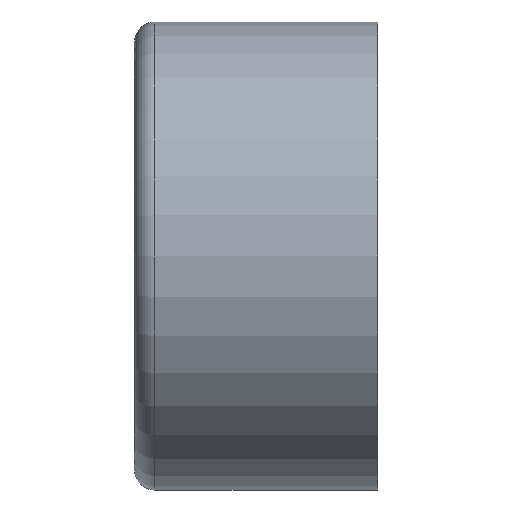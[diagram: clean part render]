
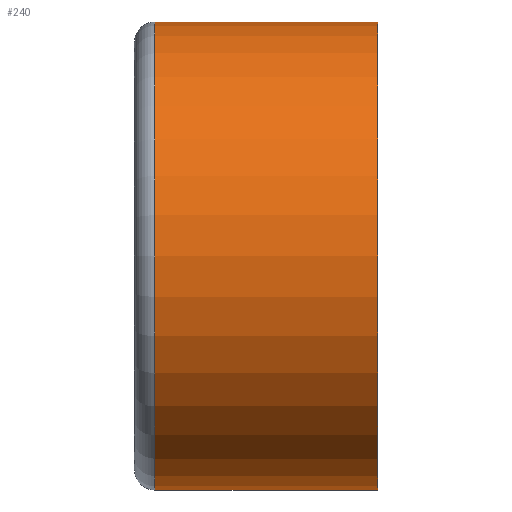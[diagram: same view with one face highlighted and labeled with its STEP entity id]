
A CAD part, left-side view. The second image highlights one B-rep face of the part: STEP entity #240.
In plain terms, the highlighted cylindrical face has radius 14.668 mm (diameter 29.337 mm), a partial arc.
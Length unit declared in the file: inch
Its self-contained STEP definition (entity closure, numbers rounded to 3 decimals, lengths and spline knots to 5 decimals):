
#1 = CARTESIAN_POINT ( 'NONE',  ( 0., 0.6, 0.5775 ) ) ;
#42 = ORIENTED_EDGE ( 'NONE', *, *, #429, .T. ) ;
#44 = VERTEX_POINT ( 'NONE', #374 ) ;
#48 = VERTEX_POINT ( 'NONE', #261 ) ;
#50 = CARTESIAN_POINT ( 'NONE',  ( 0., 0.55, 0. ) ) ;
#68 = DIRECTION ( 'NONE',  ( 0., -1., 0. ) ) ;
#72 = FACE_OUTER_BOUND ( 'NONE', #378, .T. ) ;
#90 = ORIENTED_EDGE ( 'NONE', *, *, #296, .T. ) ;
#102 = DIRECTION ( 'NONE',  ( 0., 0., 1. ) ) ;
#126 = AXIS2_PLACEMENT_3D ( 'NONE', #50, #308, #459 ) ;
#172 = CARTESIAN_POINT ( 'NONE',  ( 0., 0.6, 0. ) ) ;
#173 = CARTESIAN_POINT ( 'NONE',  ( 0., 0.6, -0.5775 ) ) ;
#175 = VECTOR ( 'NONE', #252, 39.37008 ) ;
#194 = VECTOR ( 'NONE', #68, 39.37008 ) ;
#195 = CARTESIAN_POINT ( 'NONE',  ( 0., 0., -0.5775 ) ) ;
#240 = ADVANCED_FACE ( 'NONE', ( #72 ), #334, .T. ) ;
#252 = DIRECTION ( 'NONE',  ( 0., -1., 0. ) ) ;
#259 = LINE ( 'NONE', #173, #194 ) ;
#261 = CARTESIAN_POINT ( 'NONE',  ( 0., 0., 0.5775 ) ) ;
#293 = DIRECTION ( 'NONE',  ( 0., 0., -1. ) ) ;
#296 = EDGE_CURVE ( 'NONE', #312, #453, #259, .T. ) ;
#305 = EDGE_CURVE ( 'NONE', #453, #48, #430, .T. ) ;
#308 = DIRECTION ( 'NONE',  ( 0., -1., 0. ) ) ;
#312 = VERTEX_POINT ( 'NONE', #328 ) ;
#324 = AXIS2_PLACEMENT_3D ( 'NONE', #332, #403, #102 ) ;
#328 = CARTESIAN_POINT ( 'NONE',  ( 0., 0.55, -0.5775 ) ) ;
#331 = EDGE_CURVE ( 'NONE', #44, #48, #444, .T. ) ;
#332 = CARTESIAN_POINT ( 'NONE',  ( 0., 0., 0. ) ) ;
#334 = CYLINDRICAL_SURFACE ( 'NONE', #396, 0.5775 ) ;
#351 = ORIENTED_EDGE ( 'NONE', *, *, #331, .F. ) ;
#363 = DIRECTION ( 'NONE',  ( 0., -1., 0. ) ) ;
#374 = CARTESIAN_POINT ( 'NONE',  ( 0., 0.55, 0.5775 ) ) ;
#378 = EDGE_LOOP ( 'NONE', ( #351, #42, #90, #465 ) ) ;
#396 = AXIS2_PLACEMENT_3D ( 'NONE', #172, #363, #293 ) ;
#397 = CIRCLE ( 'NONE', #126, 0.5775 ) ;
#403 = DIRECTION ( 'NONE',  ( 0., 1., 0. ) ) ;
#429 = EDGE_CURVE ( 'NONE', #44, #312, #397, .T. ) ;
#430 = CIRCLE ( 'NONE', #324, 0.5775 ) ;
#444 = LINE ( 'NONE', #1, #175 ) ;
#453 = VERTEX_POINT ( 'NONE', #195 ) ;
#459 = DIRECTION ( 'NONE',  ( 0., 0., 1. ) ) ;
#465 = ORIENTED_EDGE ( 'NONE', *, *, #305, .T. ) ;
